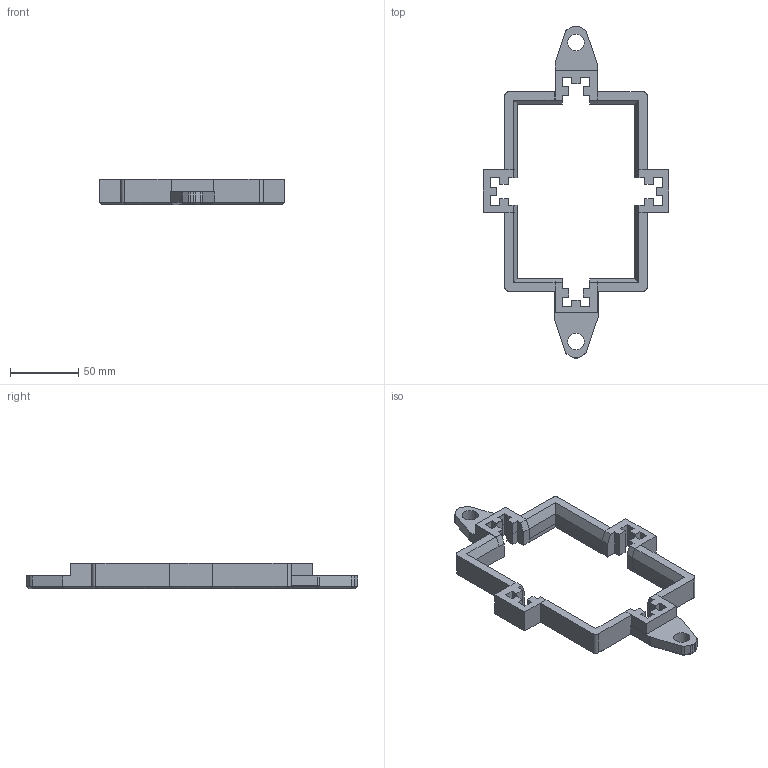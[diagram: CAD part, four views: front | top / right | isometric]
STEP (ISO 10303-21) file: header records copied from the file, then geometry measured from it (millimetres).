
FILE_DESCRIPTION(('HOOPS Exchange Step'),'2;1');
FILE_NAME('temp_export','2024-06-06T11:28:30-04:00',('mobile'),('Shapr3D Limited'),'HOOPS Exchange 2024.2','Shapr3D','Authorized');
FILE_SCHEMA( ('AUTOMOTIVE_DESIGN { 1 0 10303 214 1 1 1 1 }') );
Length unit declared in the file: millimetre
Products named in the file (4): 文件夹 04; 文件夹 03; root
Assembly tree (3 placements, depth 3):
  root
    文件夹 04
    文件夹 04
      文件夹 03
Bounding box: 136.31 x 243.7 x 19.08 mm (x, y, z)
Volume: 100718.3 mm3; surface area: 37510.8 mm2
Topology: 1 solids, 1 shells, 268 faces, 753 edges, 485 vertices
Faces by surface type: plane 236, cylinder 22, cone 10
Full cylindrical faces by diameter (mm): 12.05 x2
Entity records: 8551 total; most frequent: CARTESIAN_POINT 1512, ORIENTED_EDGE 1508, DIRECTION 1358, EDGE_CURVE 754, VECTOR 694, LINE 694, VERTEX_POINT 486, AXIS2_PLACEMENT_3D 332
